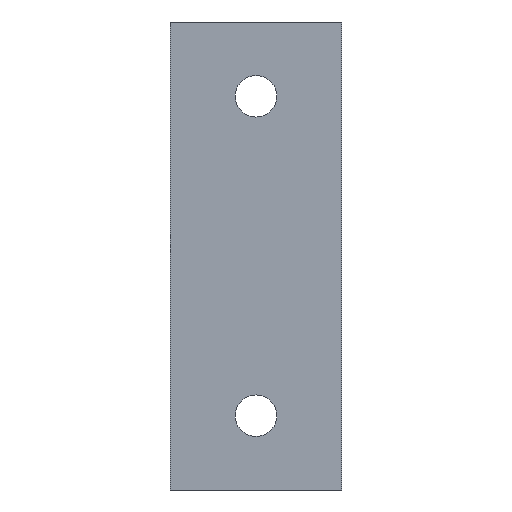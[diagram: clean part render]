
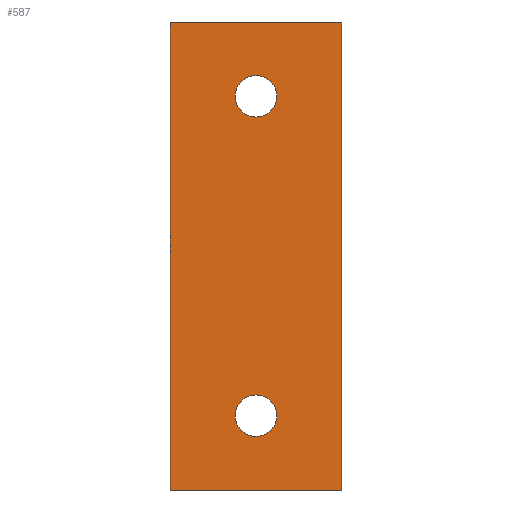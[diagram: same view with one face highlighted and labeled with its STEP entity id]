
A CAD part, front view. The second image highlights one B-rep face of the part: STEP entity #587.
In plain terms, the highlighted planar face has unit normal (0, -1, 0).
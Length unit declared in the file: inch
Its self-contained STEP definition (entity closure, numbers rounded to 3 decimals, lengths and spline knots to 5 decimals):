
#18=FACE_BOUND('',#197,.T.);
#19=FACE_BOUND('',#198,.T.);
#32=PLANE('',#683);
#50=LINE('',#961,#89);
#62=LINE('',#1045,#101);
#69=LINE('',#1070,#108);
#70=LINE('',#1071,#109);
#89=VECTOR('',#765,0.3937);
#101=VECTOR('',#833,0.3937);
#108=VECTOR('',#866,0.3937);
#109=VECTOR('',#867,0.3937);
#158=FACE_OUTER_BOUND('',#196,.T.);
#196=EDGE_LOOP('',(#518,#519,#520,#521));
#197=EDGE_LOOP('',(#522));
#198=EDGE_LOOP('',(#523));
#242=CIRCLE('',#684,0.07);
#243=CIRCLE('',#685,0.07);
#267=VERTEX_POINT('',#958);
#268=VERTEX_POINT('',#960);
#288=VERTEX_POINT('',#1044);
#293=VERTEX_POINT('',#1069);
#294=VERTEX_POINT('',#1072);
#295=VERTEX_POINT('',#1074);
#330=EDGE_CURVE('',#267,#268,#50,.T.);
#361=EDGE_CURVE('',#268,#288,#62,.T.);
#373=EDGE_CURVE('',#293,#267,#69,.T.);
#374=EDGE_CURVE('',#288,#293,#70,.T.);
#375=EDGE_CURVE('',#294,#294,#242,.T.);
#376=EDGE_CURVE('',#295,#295,#243,.T.);
#518=ORIENTED_EDGE('',*,*,#330,.F.);
#519=ORIENTED_EDGE('',*,*,#373,.F.);
#520=ORIENTED_EDGE('',*,*,#374,.F.);
#521=ORIENTED_EDGE('',*,*,#361,.F.);
#522=ORIENTED_EDGE('',*,*,#375,.F.);
#523=ORIENTED_EDGE('',*,*,#376,.F.);
#587=ADVANCED_FACE('',(#158,#18,#19),#32,.F.);
#683=AXIS2_PLACEMENT_3D('',#1068,#864,#865);
#684=AXIS2_PLACEMENT_3D('',#1073,#868,#869);
#685=AXIS2_PLACEMENT_3D('',#1075,#870,#871);
#765=DIRECTION('',(0.,0.,-1.));
#833=DIRECTION('',(-1.,0.,0.));
#864=DIRECTION('center_axis',(0.,1.,0.));
#865=DIRECTION('ref_axis',(0.,0.,1.));
#866=DIRECTION('',(1.,0.,0.));
#867=DIRECTION('',(0.,0.,1.));
#868=DIRECTION('center_axis',(0.,-1.,0.));
#869=DIRECTION('ref_axis',(1.,0.,0.));
#870=DIRECTION('center_axis',(0.,-1.,0.));
#871=DIRECTION('ref_axis',(1.,0.,0.));
#958=CARTESIAN_POINT('',(0.288,0.,0.788));
#960=CARTESIAN_POINT('',(0.288,0.,-0.7875));
#961=CARTESIAN_POINT('',(0.288,0.,0.788));
#1044=CARTESIAN_POINT('',(-0.288,0.,-0.7875));
#1045=CARTESIAN_POINT('',(0.288,0.,-0.7875));
#1068=CARTESIAN_POINT('Origin',(0.,0.,0.00025));
#1069=CARTESIAN_POINT('',(-0.288,0.,0.788));
#1070=CARTESIAN_POINT('',(-0.288,0.,0.788));
#1071=CARTESIAN_POINT('',(-0.288,0.,-0.7875));
#1072=CARTESIAN_POINT('',(-0.07,0.,-0.5375));
#1073=CARTESIAN_POINT('Origin',(0.,0.,-0.5375));
#1074=CARTESIAN_POINT('',(-0.07,0.,0.538));
#1075=CARTESIAN_POINT('Origin',(0.,0.,0.538));
